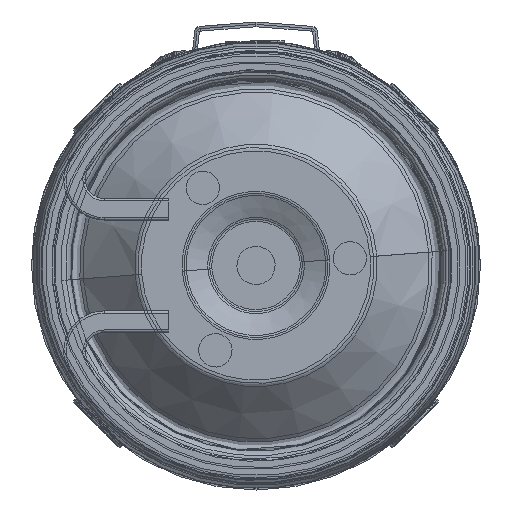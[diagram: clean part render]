
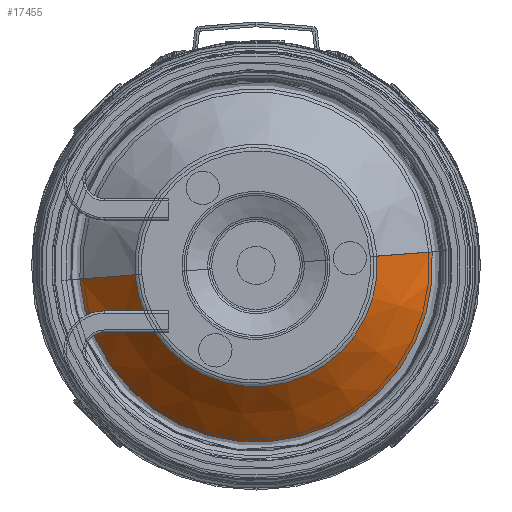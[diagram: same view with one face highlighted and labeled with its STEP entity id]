
A CAD part, front view. The second image highlights one B-rep face of the part: STEP entity #17455.
In plain terms, the highlighted conical face has half-angle 46.546 degrees and reference radius 25.375 mm.
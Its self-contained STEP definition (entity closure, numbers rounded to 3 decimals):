
#48 = DIRECTION ( 'NONE',  ( 0., 0., 1. ) ) ;
#843 = DIRECTION ( 'NONE',  ( 0., 1., 0. ) ) ;
#967 = AXIS2_PLACEMENT_3D ( 'NONE', #18967, #30609, #12177 ) ;
#2184 = DIRECTION ( 'NONE',  ( 0., 0., 1. ) ) ;
#3114 = ORIENTED_EDGE ( 'NONE', *, *, #35744, .T. ) ;
#4413 = AXIS2_PLACEMENT_3D ( 'NONE', #13795, #26425, #2184 ) ;
#4578 = DIRECTION ( 'NONE',  ( 0., 0.688, 0.726 ) ) ;
#4673 = ORIENTED_EDGE ( 'NONE', *, *, #24247, .F. ) ;
#5357 = EDGE_CURVE ( 'NONE', #20054, #30011, #29827, .T. ) ;
#5657 = CARTESIAN_POINT ( 'NONE',  ( 0., 0.548, -25.376 ) ) ;
#6455 = CARTESIAN_POINT ( 'NONE',  ( 0., 0.548, 0. ) ) ;
#9951 = ORIENTED_EDGE ( 'NONE', *, *, #22989, .F. ) ;
#10184 = CARTESIAN_POINT ( 'NONE',  ( 0., 0.548, 25.376 ) ) ;
#11389 = FACE_OUTER_BOUND ( 'NONE', #11506, .T. ) ;
#11394 = VECTOR ( 'NONE', #4578, 1000. ) ;
#11506 = EDGE_LOOP ( 'NONE', ( #4673, #15189, #3114, #9951 ) ) ;
#12105 = DIRECTION ( 'NONE',  ( 0., 0.688, -0.726 ) ) ;
#12177 = DIRECTION ( 'NONE',  ( 0., 0., 1. ) ) ;
#12493 = LINE ( 'NONE', #36751, #14373 ) ;
#13795 = CARTESIAN_POINT ( 'NONE',  ( 0., 0.548, 0. ) ) ;
#14373 = VECTOR ( 'NONE', #12105, 1000. ) ;
#15189 = ORIENTED_EDGE ( 'NONE', *, *, #5357, .T. ) ;
#16784 = LINE ( 'NONE', #10184, #11394 ) ;
#17455 = ADVANCED_FACE ( 'NONE', ( #11389 ), #27438, .T. ) ;
#18967 = CARTESIAN_POINT ( 'NONE',  ( 0., 11.526, 0. ) ) ;
#20054 = VERTEX_POINT ( 'NONE', #5657 ) ;
#21821 = CARTESIAN_POINT ( 'NONE',  ( 0., 0.548, 25.376 ) ) ;
#22989 = EDGE_CURVE ( 'NONE', #27932, #34302, #32303, .T. ) ;
#24247 = EDGE_CURVE ( 'NONE', #20054, #27932, #12493, .T. ) ;
#26425 = DIRECTION ( 'NONE',  ( 0., 1., 0. ) ) ;
#27438 = CONICAL_SURFACE ( 'NONE', #4413, 25.376, 0.812 ) ;
#27932 = VERTEX_POINT ( 'NONE', #28761 ) ;
#28761 = CARTESIAN_POINT ( 'NONE',  ( 0., 11.526, -36.962 ) ) ;
#29827 = CIRCLE ( 'NONE', #31094, 25.376 ) ;
#30011 = VERTEX_POINT ( 'NONE', #21821 ) ;
#30609 = DIRECTION ( 'NONE',  ( 0., 1., 0. ) ) ;
#31094 = AXIS2_PLACEMENT_3D ( 'NONE', #6455, #843, #48 ) ;
#32303 = CIRCLE ( 'NONE', #967, 36.962 ) ;
#34302 = VERTEX_POINT ( 'NONE', #39135 ) ;
#35744 = EDGE_CURVE ( 'NONE', #30011, #34302, #16784, .T. ) ;
#36751 = CARTESIAN_POINT ( 'NONE',  ( 0., 0.548, -25.376 ) ) ;
#39135 = CARTESIAN_POINT ( 'NONE',  ( 0., 11.526, 36.962 ) ) ;
